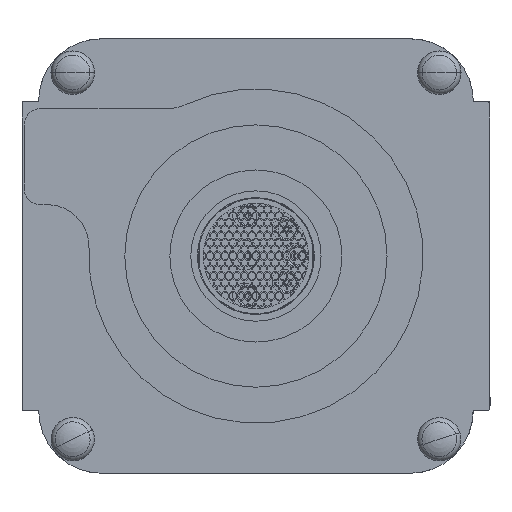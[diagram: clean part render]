
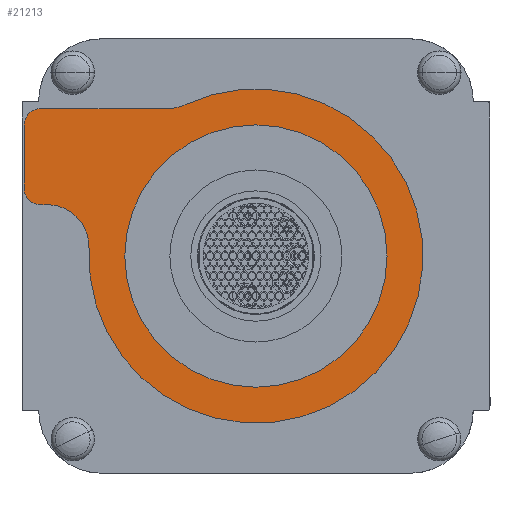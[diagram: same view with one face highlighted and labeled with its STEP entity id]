
A CAD part, front view. The second image highlights one B-rep face of the part: STEP entity #21213.
In plain terms, the highlighted planar face has unit normal (0, -1, 0).
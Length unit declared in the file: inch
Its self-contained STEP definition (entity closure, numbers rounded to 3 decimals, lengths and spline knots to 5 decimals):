
#291 = VERTEX_POINT ( 'NONE', #22088 ) ;
#1324 = DIRECTION ( 'NONE',  ( 0., -1., 0. ) ) ;
#1330 = ORIENTED_EDGE ( 'NONE', *, *, #10057, .T. ) ;
#1566 = VERTEX_POINT ( 'NONE', #63779 ) ;
#2458 = PLANE ( 'NONE',  #13569 ) ;
#4519 = CARTESIAN_POINT ( 'NONE',  ( -0.78836, -0.1, 0.97004 ) ) ;
#5059 = DIRECTION ( 'NONE',  ( 0., -1., 0. ) ) ;
#5299 = EDGE_CURVE ( 'NONE', #291, #40722, #6814, .T. ) ;
#5946 = CARTESIAN_POINT ( 'NONE',  ( -1.34806, -0.1, 0.0833 ) ) ;
#6571 = ORIENTED_EDGE ( 'NONE', *, *, #68630, .T. ) ;
#6814 = LINE ( 'NONE', #64714, #69419 ) ;
#7256 = EDGE_CURVE ( 'NONE', #8912, #39406, #38831, .T. ) ;
#7343 = DIRECTION ( 'NONE',  ( 0., 1., 0. ) ) ;
#7434 = VERTEX_POINT ( 'NONE', #69793 ) ;
#8394 = FACE_BOUND ( 'NONE', #12890, .T. ) ;
#8912 = VERTEX_POINT ( 'NONE', #9556 ) ;
#9556 = CARTESIAN_POINT ( 'NONE',  ( -1.46297, -0.1, 0.54419 ) ) ;
#9656 = DIRECTION ( 'NONE',  ( 0., 1., 0. ) ) ;
#10025 = CARTESIAN_POINT ( 'NONE',  ( -1.34806, -0.1, -0.0167 ) ) ;
#10057 = EDGE_CURVE ( 'NONE', #63561, #55273, #26342, .T. ) ;
#10681 = DIRECTION ( 'NONE',  ( 0., 0., -1. ) ) ;
#12114 = DIRECTION ( 'NONE',  ( 0., 0., -1. ) ) ;
#12407 = AXIS2_PLACEMENT_3D ( 'NONE', #4519, #47006, #10681 ) ;
#12890 = EDGE_LOOP ( 'NONE', ( #17726, #63496 ) ) ;
#13569 = AXIS2_PLACEMENT_3D ( 'NONE', #32744, #20839, #63259 ) ;
#13830 = CARTESIAN_POINT ( 'NONE',  ( 0., -0.1, 0. ) ) ;
#16119 = CARTESIAN_POINT ( 'NONE',  ( 0., -0.1, 0. ) ) ;
#16225 = DIRECTION ( 'NONE',  ( 0.97, 0., 0.242 ) ) ;
#17125 = EDGE_CURVE ( 'NONE', #40722, #63561, #38387, .T. ) ;
#17421 = CARTESIAN_POINT ( 'NONE',  ( 0., -0.1, 1. ) ) ;
#17726 = ORIENTED_EDGE ( 'NONE', *, *, #33118, .T. ) ;
#17747 = ORIENTED_EDGE ( 'NONE', *, *, #74290, .T. ) ;
#18166 = DIRECTION ( 'NONE',  ( 0., 1., 0. ) ) ;
#18394 = CIRCLE ( 'NONE', #35519, 0.72 ) ;
#19289 = DIRECTION ( 'NONE',  ( 0., 1., 0. ) ) ;
#19626 = CARTESIAN_POINT ( 'NONE',  ( -1.53581, -0.1, 0.42297 ) ) ;
#19912 = DIRECTION ( 'NONE',  ( 0., 0., 1. ) ) ;
#20272 = AXIS2_PLACEMENT_3D ( 'NONE', #5946, #48419, #12114 ) ;
#20737 = FACE_OUTER_BOUND ( 'NONE', #50062, .T. ) ;
#20839 = DIRECTION ( 'NONE',  ( 0., -1., 0. ) ) ;
#21213 = ADVANCED_FACE ( 'NONE', ( #8394, #20737 ), #2458, .T. ) ;
#21945 = VECTOR ( 'NONE', #28783, 39.37008 ) ;
#22088 = CARTESIAN_POINT ( 'NONE',  ( -1.32387, -0.1, -0.01373 ) ) ;
#22181 = DIRECTION ( 'NONE',  ( 0., 0., 1. ) ) ;
#22562 = ORIENTED_EDGE ( 'NONE', *, *, #5299, .T. ) ;
#22961 = CARTESIAN_POINT ( 'NONE',  ( 0., -0.1, 0.72 ) ) ;
#24325 = CARTESIAN_POINT ( 'NONE',  ( -1.22539, -0.1, 0.00317 ) ) ;
#26342 = CIRCLE ( 'NONE', #49549, 0.25 ) ;
#26535 = VERTEX_POINT ( 'NONE', #22961 ) ;
#28185 = ORIENTED_EDGE ( 'NONE', *, *, #67749, .F. ) ;
#28783 = DIRECTION ( 'NONE',  ( -0.97, 0., -0.242 ) ) ;
#29039 = CARTESIAN_POINT ( 'NONE',  ( -0.6707, -0.1, 0.74173 ) ) ;
#30146 = VERTEX_POINT ( 'NONE', #17421 ) ;
#30815 = DIRECTION ( 'NONE',  ( 0., 1., 0. ) ) ;
#31833 = ORIENTED_EDGE ( 'NONE', *, *, #7256, .T. ) ;
#32744 = CARTESIAN_POINT ( 'NONE',  ( -1., -0.1, 0. ) ) ;
#33118 = EDGE_CURVE ( 'NONE', #26535, #1566, #18394, .T. ) ;
#33157 = AXIS2_PLACEMENT_3D ( 'NONE', #55600, #19289, #61692 ) ;
#33573 = CARTESIAN_POINT ( 'NONE',  ( -0.63069, -0.1, 0.77604 ) ) ;
#34709 = AXIS2_PLACEMENT_3D ( 'NONE', #16119, #58528, #22181 ) ;
#35519 = AXIS2_PLACEMENT_3D ( 'NONE', #67124, #30815, #73268 ) ;
#35690 = CARTESIAN_POINT ( 'NONE',  ( -1.44509, -0.1, 0.05911 ) ) ;
#35791 = CARTESIAN_POINT ( 'NONE',  ( -1.56, -0.1, 0.52 ) ) ;
#37075 = CIRCLE ( 'NONE', #33157, 1. ) ;
#37795 = CARTESIAN_POINT ( 'NONE',  ( -1.43878, -0.1, 0.44716 ) ) ;
#38387 = CIRCLE ( 'NONE', #55018, 0.25 ) ;
#38831 = CIRCLE ( 'NONE', #60601, 0.1 ) ;
#39406 = VERTEX_POINT ( 'NONE', #19626 ) ;
#39604 = CARTESIAN_POINT ( 'NONE',  ( -1.28587, -0.1, -0.00425 ) ) ;
#39870 = ORIENTED_EDGE ( 'NONE', *, *, #58820, .T. ) ;
#40722 = VERTEX_POINT ( 'NONE', #39604 ) ;
#41369 = VERTEX_POINT ( 'NONE', #10025 ) ;
#41458 = CARTESIAN_POINT ( 'NONE',  ( -1.34806, -0.1, 0.0833 ) ) ;
#41999 = ORIENTED_EDGE ( 'NONE', *, *, #71904, .T. ) ;
#43712 = CARTESIAN_POINT ( 'NONE',  ( 0., -0.1, 0. ) ) ;
#43860 = DIRECTION ( 'NONE',  ( 0., 0., -1. ) ) ;
#44590 = EDGE_CURVE ( 'NONE', #7434, #55273, #60536, .T. ) ;
#45174 = AXIS2_PLACEMENT_3D ( 'NONE', #13830, #56207, #19912 ) ;
#45463 = CIRCLE ( 'NONE', #60135, 1. ) ;
#46019 = CARTESIAN_POINT ( 'NONE',  ( -1.22539, -0.1, -0.24683 ) ) ;
#47006 = DIRECTION ( 'NONE',  ( 0., 1., 0. ) ) ;
#47538 = DIRECTION ( 'NONE',  ( 0., 0., -1. ) ) ;
#48170 = CIRCLE ( 'NONE', #20272, 0.1 ) ;
#48419 = DIRECTION ( 'NONE',  ( 0., -1., 0. ) ) ;
#48774 = EDGE_CURVE ( 'NONE', #41369, #291, #70231, .T. ) ;
#49549 = AXIS2_PLACEMENT_3D ( 'NONE', #46019, #9656, #52090 ) ;
#49587 = EDGE_CURVE ( 'NONE', #30146, #7434, #45463, .T. ) ;
#49751 = VECTOR ( 'NONE', #65955, 39.37008 ) ;
#49781 = DIRECTION ( 'NONE',  ( 0., 0., 1. ) ) ;
#50062 = EDGE_LOOP ( 'NONE', ( #41999, #17747, #51939, #22562, #69705, #1330, #59736, #71499, #28185, #6571, #39870, #31833 ) ) ;
#51939 = ORIENTED_EDGE ( 'NONE', *, *, #48774, .T. ) ;
#52090 = DIRECTION ( 'NONE',  ( 0., 0., -1. ) ) ;
#54466 = CARTESIAN_POINT ( 'NONE',  ( -1.22539, -0.1, -0.24683 ) ) ;
#55018 = AXIS2_PLACEMENT_3D ( 'NONE', #54466, #18166, #60582 ) ;
#55273 = VERTEX_POINT ( 'NONE', #77085 ) ;
#55600 = CARTESIAN_POINT ( 'NONE',  ( 0., -0.1, 0. ) ) ;
#56093 = LINE ( 'NONE', #29039, #21945 ) ;
#56207 = DIRECTION ( 'NONE',  ( 0., 1., 0. ) ) ;
#56497 = VERTEX_POINT ( 'NONE', #59003 ) ;
#58017 = CIRCLE ( 'NONE', #34709, 0.72 ) ;
#58528 = DIRECTION ( 'NONE',  ( 0., 1., 0. ) ) ;
#58741 = EDGE_CURVE ( 'NONE', #1566, #26535, #58017, .T. ) ;
#58820 = EDGE_CURVE ( 'NONE', #56497, #8912, #56093, .T. ) ;
#59003 = CARTESIAN_POINT ( 'NONE',  ( -0.72788, -0.1, 0.72747 ) ) ;
#59736 = ORIENTED_EDGE ( 'NONE', *, *, #44590, .F. ) ;
#60135 = AXIS2_PLACEMENT_3D ( 'NONE', #43712, #7343, #49781 ) ;
#60536 = CIRCLE ( 'NONE', #45174, 1. ) ;
#60582 = DIRECTION ( 'NONE',  ( 0., 0., -1. ) ) ;
#60601 = AXIS2_PLACEMENT_3D ( 'NONE', #37795, #1324, #43860 ) ;
#61692 = DIRECTION ( 'NONE',  ( 0., 0., 1. ) ) ;
#63259 = DIRECTION ( 'NONE',  ( 0., 0., -1. ) ) ;
#63496 = ORIENTED_EDGE ( 'NONE', *, *, #58741, .T. ) ;
#63561 = VERTEX_POINT ( 'NONE', #24325 ) ;
#63779 = CARTESIAN_POINT ( 'NONE',  ( 0., -0.1, -0.72 ) ) ;
#64654 = AXIS2_PLACEMENT_3D ( 'NONE', #41458, #5059, #47538 ) ;
#64714 = CARTESIAN_POINT ( 'NONE',  ( -1.42089, -0.1, -0.03792 ) ) ;
#65955 = DIRECTION ( 'NONE',  ( 0.242, 0., -0.97 ) ) ;
#67124 = CARTESIAN_POINT ( 'NONE',  ( 0., -0.1, 0. ) ) ;
#67749 = EDGE_CURVE ( 'NONE', #72271, #30146, #37075, .T. ) ;
#67761 = LINE ( 'NONE', #35791, #49751 ) ;
#68630 = EDGE_CURVE ( 'NONE', #72271, #56497, #76757, .T. ) ;
#69419 = VECTOR ( 'NONE', #16225, 39.37008 ) ;
#69705 = ORIENTED_EDGE ( 'NONE', *, *, #17125, .T. ) ;
#69793 = CARTESIAN_POINT ( 'NONE',  ( 0., -0.1, -1. ) ) ;
#70231 = CIRCLE ( 'NONE', #64654, 0.1 ) ;
#71499 = ORIENTED_EDGE ( 'NONE', *, *, #49587, .F. ) ;
#71904 = EDGE_CURVE ( 'NONE', #39406, #77577, #67761, .T. ) ;
#72271 = VERTEX_POINT ( 'NONE', #33573 ) ;
#73268 = DIRECTION ( 'NONE',  ( 0., 0., 1. ) ) ;
#74290 = EDGE_CURVE ( 'NONE', #77577, #41369, #48170, .T. ) ;
#76757 = CIRCLE ( 'NONE', #12407, 0.25 ) ;
#77085 = CARTESIAN_POINT ( 'NONE',  ( -0.98031, -0.1, -0.19746 ) ) ;
#77577 = VERTEX_POINT ( 'NONE', #35690 ) ;
